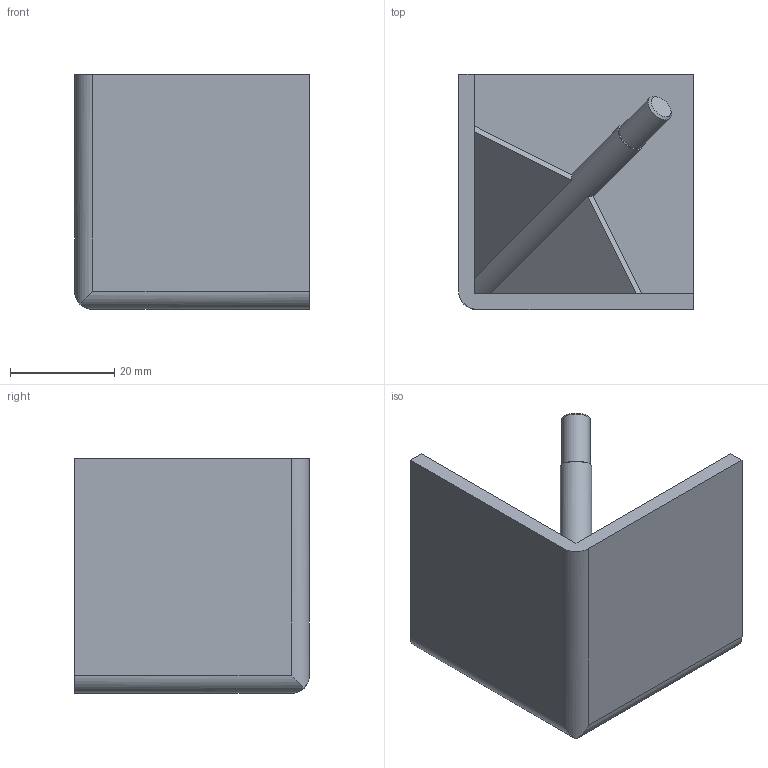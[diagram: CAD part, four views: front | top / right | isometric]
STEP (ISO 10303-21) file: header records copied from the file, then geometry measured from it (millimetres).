
FILE_DESCRIPTION (( 'STEP AP203' ), '1' );
FILE_NAME ('412548719_c_1.STEP', '2022-12-05T04:41:25', ( '' ), ( '' ), 'SwSTEP 2.0', 'SolidWorks 2014', '' );
FILE_SCHEMA (( 'CONFIG_CONTROL_DESIGN' ));
Length unit declared in the file: millimetre
Products named in the file (1): 412548719_c_1
Bounding box: 45 x 45 x 45 mm (x, y, z)
Volume: 19992.1 mm3; surface area: 15005 mm2
Topology: 1 solids, 1 shells, 29 faces, 76 edges, 50 vertices
Faces by surface type: plane 20, cylinder 7, cone 2
Entity records: 967 total; most frequent: CARTESIAN_POINT 207, ORIENTED_EDGE 152, DIRECTION 131, EDGE_CURVE 76, VERTEX_POINT 50, VECTOR 47, LINE 47, AXIS2_PLACEMENT_3D 42
